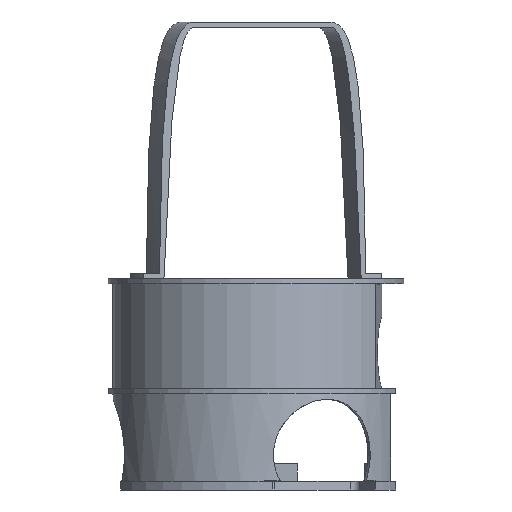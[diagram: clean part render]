
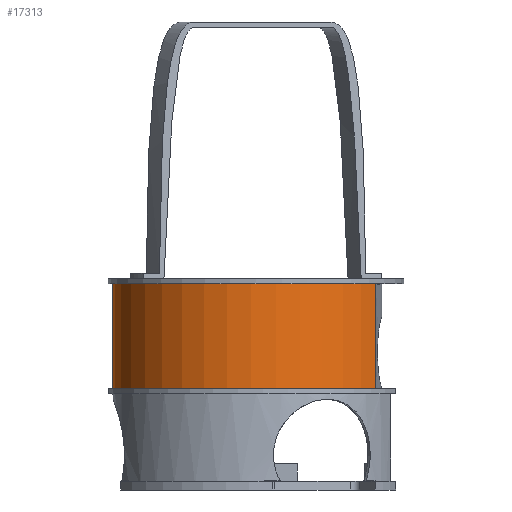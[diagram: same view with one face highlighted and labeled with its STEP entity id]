
A CAD part, left-side view. The second image highlights one B-rep face of the part: STEP entity #17313.
In plain terms, the highlighted cylindrical face has radius 81.9 mm (diameter 163.8 mm), a partial arc.
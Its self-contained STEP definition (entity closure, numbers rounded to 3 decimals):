
#2407=LINE('',#29613,#4063);
#2408=LINE('',#29619,#4064);
#4063=VECTOR('',#23296,10.);
#4064=VECTOR('',#23303,10.);
#4486=CYLINDRICAL_SURFACE('',#18846,81.9);
#5322=FACE_OUTER_BOUND('',#6420,.T.);
#6420=EDGE_LOOP('',(#15443,#15444,#15445,#15446));
#7162=CIRCLE('',#18847,81.9);
#7163=CIRCLE('',#18848,81.9);
#8610=VERTEX_POINT('',#29609);
#8611=VERTEX_POINT('',#29611);
#8612=VERTEX_POINT('',#29615);
#8613=VERTEX_POINT('',#29617);
#10920=EDGE_CURVE('',#8610,#8611,#2407,.F.);
#10921=EDGE_CURVE('',#8612,#8610,#7162,.F.);
#10922=EDGE_CURVE('',#8613,#8611,#7163,.F.);
#10923=EDGE_CURVE('',#8612,#8613,#2408,.F.);
#15443=ORIENTED_EDGE('',*,*,#10921,.T.);
#15444=ORIENTED_EDGE('',*,*,#10920,.T.);
#15445=ORIENTED_EDGE('',*,*,#10922,.F.);
#15446=ORIENTED_EDGE('',*,*,#10923,.F.);
#17313=ADVANCED_FACE('',(#5322),#4486,.T.);
#18846=AXIS2_PLACEMENT_3D('',#29614,#23297,#23298);
#18847=AXIS2_PLACEMENT_3D('',#29616,#23299,#23300);
#18848=AXIS2_PLACEMENT_3D('',#29618,#23301,#23302);
#23296=DIRECTION('',(0.,0.,-1.));
#23297=DIRECTION('center_axis',(0.,0.,1.));
#23298=DIRECTION('ref_axis',(0.,1.,0.));
#23299=DIRECTION('center_axis',(0.,0.,-1.));
#23300=DIRECTION('ref_axis',(0.5,-0.866,0.));
#23301=DIRECTION('center_axis',(0.,0.,-1.));
#23302=DIRECTION('ref_axis',(0.5,-0.866,0.));
#23303=DIRECTION('',(0.,0.,-1.));
#29609=CARTESIAN_POINT('',(-44.742,-68.599,57.3));
#29611=CARTESIAN_POINT('',(-44.742,-68.599,118.7));
#29613=CARTESIAN_POINT('',(-44.742,-68.599,57.));
#29614=CARTESIAN_POINT('Origin',(0.,0.,57.));
#29615=CARTESIAN_POINT('',(44.742,-68.599,57.3));
#29616=CARTESIAN_POINT('Origin',(0.,0.,57.3));
#29617=CARTESIAN_POINT('',(44.742,-68.599,118.7));
#29618=CARTESIAN_POINT('Origin',(0.,0.,118.7));
#29619=CARTESIAN_POINT('',(44.742,-68.599,57.));
